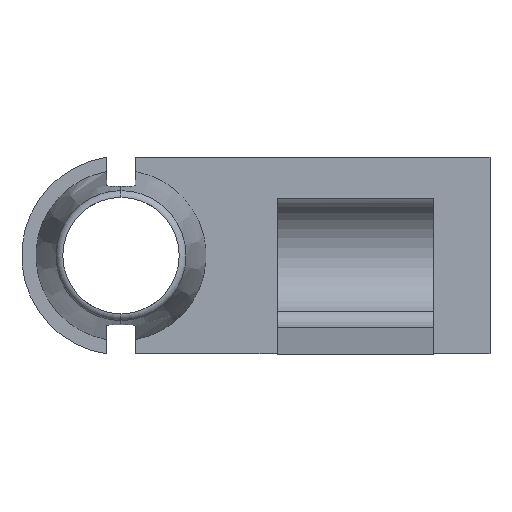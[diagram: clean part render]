
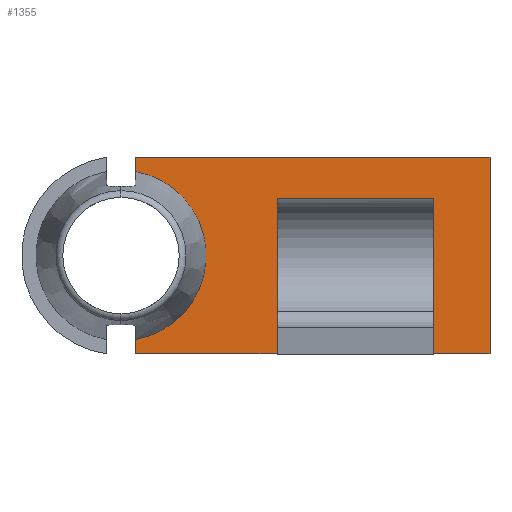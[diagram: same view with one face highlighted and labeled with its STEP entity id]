
A CAD part, front view. The second image highlights one B-rep face of the part: STEP entity #1355.
In plain terms, the highlighted planar face has unit normal (0, -1, 0).
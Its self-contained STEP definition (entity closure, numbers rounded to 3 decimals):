
#43 = EDGE_LOOP ( 'NONE', ( #1667, #1663, #84, #85, #1655, #1658, #1668, #1654, #1656, #1669 ) ) ;
#58 = VECTOR ( 'NONE', #324, 1000. ) ;
#59 = VECTOR ( 'NONE', #327, 1000. ) ;
#62 = VECTOR ( 'NONE', #338, 1000. ) ;
#68 = VECTOR ( 'NONE', #355, 1000. ) ;
#84 = ORIENTED_EDGE ( 'NONE', *, *, #1318, .F. ) ;
#85 = ORIENTED_EDGE ( 'NONE', *, *, #1246, .F. ) ;
#100 = VERTEX_POINT ( 'NONE', #466 ) ;
#101 = VERTEX_POINT ( 'NONE', #467 ) ;
#107 = VERTEX_POINT ( 'NONE', #473 ) ;
#108 = VERTEX_POINT ( 'NONE', #474 ) ;
#167 = AXIS2_PLACEMENT_3D ( 'NONE', #689, #690, #691 ) ;
#307 = LINE ( 'NONE', #308, #1756 ) ;
#308 = CARTESIAN_POINT ( 'NONE',  ( 26., -2.5, 6.928 ) ) ;
#309 = DIRECTION ( 'NONE',  ( 0., 0., -1. ) ) ;
#322 = LINE ( 'NONE', #323, #58 ) ;
#323 = CARTESIAN_POINT ( 'NONE',  ( 11., -2.5, 6.928 ) ) ;
#324 = DIRECTION ( 'NONE',  ( 0., 0., 1. ) ) ;
#325 = LINE ( 'NONE', #326, #59 ) ;
#326 = CARTESIAN_POINT ( 'NONE',  ( 26., -2.5, -6.928 ) ) ;
#327 = DIRECTION ( 'NONE',  ( -1., 0., 0. ) ) ;
#336 = LINE ( 'NONE', #337, #62 ) ;
#337 = CARTESIAN_POINT ( 'NONE',  ( 22., -2.5, 6.928 ) ) ;
#338 = DIRECTION ( 'NONE',  ( 0., 0., -1. ) ) ;
#353 = LINE ( 'NONE', #354, #68 ) ;
#354 = CARTESIAN_POINT ( 'NONE',  ( 26., -2.5, 6.928 ) ) ;
#355 = DIRECTION ( 'NONE',  ( -1., 0., 0. ) ) ;
#466 = CARTESIAN_POINT ( 'NONE',  ( 22., -2.5, 4.028 ) ) ;
#467 = CARTESIAN_POINT ( 'NONE',  ( 11., -2.5, 4.028 ) ) ;
#473 = CARTESIAN_POINT ( 'NONE',  ( 1., -2.5, 4.899 ) ) ;
#474 = CARTESIAN_POINT ( 'NONE',  ( 1., -2.5, 6.928 ) ) ;
#506 = CARTESIAN_POINT ( 'NONE',  ( 1., -2.5, -6.928 ) ) ;
#507 = CARTESIAN_POINT ( 'NONE',  ( 1., -2.5, -4.899 ) ) ;
#515 = CARTESIAN_POINT ( 'NONE',  ( 26., -2.5, 6.928 ) ) ;
#552 = LINE ( 'NONE', #553, #1868 ) ;
#553 = CARTESIAN_POINT ( 'NONE',  ( 1., -2.5, 6.928 ) ) ;
#554 = DIRECTION ( 'NONE',  ( 0., 0., -1. ) ) ;
#562 = PLANE ( 'NONE',  #1870 ) ;
#563 = CARTESIAN_POINT ( 'NONE',  ( 26., -2.5, 6.928 ) ) ;
#564 = DIRECTION ( 'NONE',  ( 0., 1., 0. ) ) ;
#565 = DIRECTION ( 'NONE',  ( 0., 0., 1. ) ) ;
#689 = CARTESIAN_POINT ( 'NONE',  ( 0., -2.5, 0. ) ) ;
#690 = DIRECTION ( 'NONE',  ( 0., -1., 0. ) ) ;
#691 = DIRECTION ( 'NONE',  ( 0., 0., -1. ) ) ;
#720 = CARTESIAN_POINT ( 'NONE',  ( 26., -2.5, -6.928 ) ) ;
#721 = CARTESIAN_POINT ( 'NONE',  ( 22., -2.5, -6.928 ) ) ;
#726 = CARTESIAN_POINT ( 'NONE',  ( 11., -2.5, -6.928 ) ) ;
#871 = LINE ( 'NONE', #872, #960 ) ;
#872 = CARTESIAN_POINT ( 'NONE',  ( 26., -2.5, -6.928 ) ) ;
#873 = DIRECTION ( 'NONE',  ( -1., 0., 0. ) ) ;
#903 = LINE ( 'NONE', #904, #1559 ) ;
#904 = CARTESIAN_POINT ( 'NONE',  ( 26., -2.5, 4.028 ) ) ;
#905 = DIRECTION ( 'NONE',  ( 1., 0., 0. ) ) ;
#960 = VECTOR ( 'NONE', #873, 1000. ) ;
#1085 = VERTEX_POINT ( 'NONE', #506 ) ;
#1086 = VERTEX_POINT ( 'NONE', #507 ) ;
#1094 = VERTEX_POINT ( 'NONE', #515 ) ;
#1199 = EDGE_CURVE ( 'NONE', #108, #107, #1540, .T. ) ;
#1246 = EDGE_CURVE ( 'NONE', #1094, #1643, #307, .T. ) ;
#1251 = EDGE_CURVE ( 'NONE', #1836, #101, #322, .T. ) ;
#1252 = EDGE_CURVE ( 'NONE', #1836, #1085, #325, .T. ) ;
#1256 = EDGE_CURVE ( 'NONE', #100, #1644, #336, .T. ) ;
#1261 = EDGE_CURVE ( 'NONE', #1094, #108, #353, .T. ) ;
#1296 = CIRCLE ( 'NONE', #167, 5. ) ;
#1318 = EDGE_CURVE ( 'NONE', #1643, #1644, #871, .T. ) ;
#1328 = EDGE_CURVE ( 'NONE', #101, #100, #903, .T. ) ;
#1351 = EDGE_CURVE ( 'NONE', #1086, #1085, #552, .T. ) ;
#1355 = ADVANCED_FACE ( 'NONE', ( #1865 ), #562, .F. ) ;
#1391 = EDGE_CURVE ( 'NONE', #1086, #107, #1296, .T. ) ;
#1540 = LINE ( 'NONE', #1541, #1550 ) ;
#1541 = CARTESIAN_POINT ( 'NONE',  ( 1., -2.5, 6.928 ) ) ;
#1542 = DIRECTION ( 'NONE',  ( 0., 0., -1. ) ) ;
#1550 = VECTOR ( 'NONE', #1542, 1000. ) ;
#1559 = VECTOR ( 'NONE', #905, 1000. ) ;
#1643 = VERTEX_POINT ( 'NONE', #720 ) ;
#1644 = VERTEX_POINT ( 'NONE', #721 ) ;
#1654 = ORIENTED_EDGE ( 'NONE', *, *, #1351, .T. ) ;
#1655 = ORIENTED_EDGE ( 'NONE', *, *, #1261, .T. ) ;
#1656 = ORIENTED_EDGE ( 'NONE', *, *, #1252, .F. ) ;
#1658 = ORIENTED_EDGE ( 'NONE', *, *, #1199, .T. ) ;
#1663 = ORIENTED_EDGE ( 'NONE', *, *, #1256, .T. ) ;
#1667 = ORIENTED_EDGE ( 'NONE', *, *, #1328, .T. ) ;
#1668 = ORIENTED_EDGE ( 'NONE', *, *, #1391, .F. ) ;
#1669 = ORIENTED_EDGE ( 'NONE', *, *, #1251, .T. ) ;
#1756 = VECTOR ( 'NONE', #309, 1000. ) ;
#1836 = VERTEX_POINT ( 'NONE', #726 ) ;
#1865 = FACE_OUTER_BOUND ( 'NONE', #43, .T. ) ;
#1868 = VECTOR ( 'NONE', #554, 1000. ) ;
#1870 = AXIS2_PLACEMENT_3D ( 'NONE', #563, #564, #565 ) ;
